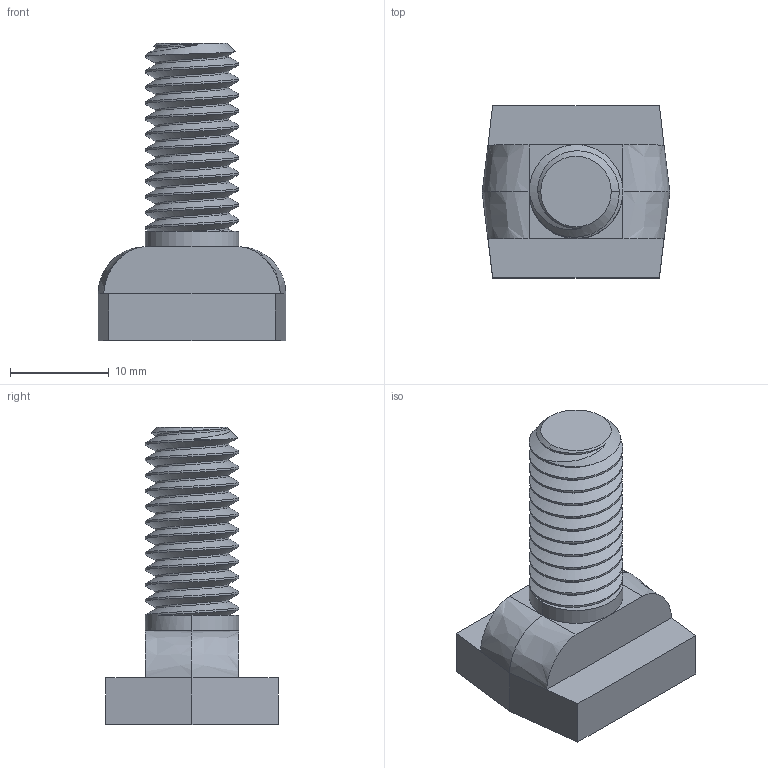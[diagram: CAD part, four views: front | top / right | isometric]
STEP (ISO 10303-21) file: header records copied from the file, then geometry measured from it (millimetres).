
FILE_DESCRIPTION (( 'STEP AP203' ), '1' );
FILE_NAME ('91523A624.step', '2014-07-11T14:40:52', ( '' ), ( '' ), 'SwSTEP 2.0', 'SolidWorks 2012', '' );
FILE_SCHEMA (( 'CONFIG_CONTROL_DESIGN' ));
Length unit declared in the file: inch
Products named in the file (1): 91523A624
Bounding box: 19.05 x 17.46 x 30.16 mm (x, y, z)
Volume: 3435.7 mm3; surface area: 2073 mm2
Topology: 1 solids, 1 shells, 51 faces, 132 edges, 83 vertices
Faces by surface type: cylinder 25, plane 17, bspline 7, cone 2
Entity records: 3679 total; most frequent: CARTESIAN_POINT 2550, ORIENTED_EDGE 264, DIRECTION 169, EDGE_CURVE 132, VERTEX_POINT 83, LINE 59, VECTOR 59, AXIS2_PLACEMENT_3D 55
